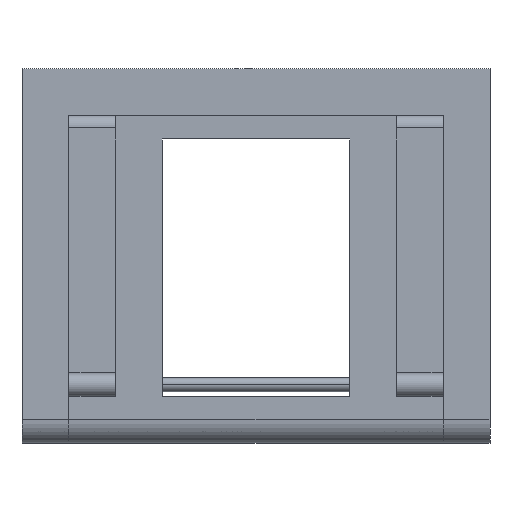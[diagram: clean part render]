
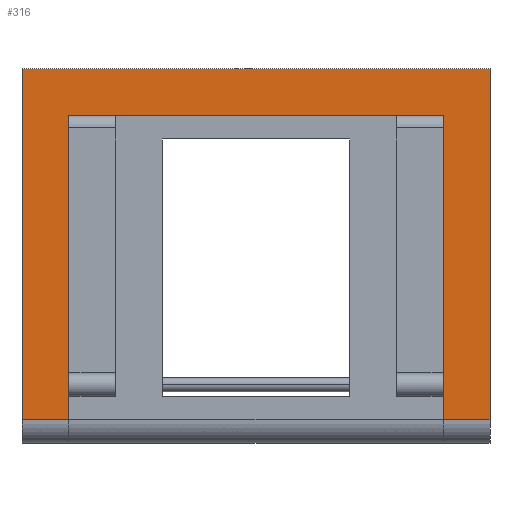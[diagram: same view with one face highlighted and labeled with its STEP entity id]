
A CAD part, left-side view. The second image highlights one B-rep face of the part: STEP entity #316.
In plain terms, the highlighted planar face has unit normal (-1, 0, 0).
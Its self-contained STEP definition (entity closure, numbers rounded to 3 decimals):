
#115=CARTESIAN_POINT('Vertex',(-10.,50.,-35.)) ;
#118=CARTESIAN_POINT('Line Origine',(-10.,50.,2.5)) ;
#122=CARTESIAN_POINT('Vertex',(-10.,50.,40.)) ;
#254=CARTESIAN_POINT('Axis2P3D Location',(-10.,0.,0.)) ;
#259=CARTESIAN_POINT('Line Origine',(-10.,-45.,-35.)) ;
#263=CARTESIAN_POINT('Vertex',(-10.,-50.,-35.)) ;
#265=CARTESIAN_POINT('Vertex',(-10.,-40.,-35.)) ;
#268=CARTESIAN_POINT('Line Origine',(-10.,-50.,2.5)) ;
#272=CARTESIAN_POINT('Vertex',(-10.,-50.,40.)) ;
#275=CARTESIAN_POINT('Line Origine',(-10.,0.,40.)) ;
#280=CARTESIAN_POINT('Line Origine',(-10.,45.,-35.)) ;
#284=CARTESIAN_POINT('Vertex',(-10.,40.,-35.)) ;
#287=CARTESIAN_POINT('Line Origine',(-10.,40.,-2.5)) ;
#291=CARTESIAN_POINT('Vertex',(-10.,40.,30.)) ;
#294=CARTESIAN_POINT('Line Origine',(-10.,0.,30.)) ;
#298=CARTESIAN_POINT('Vertex',(-10.,-40.,30.)) ;
#301=CARTESIAN_POINT('Line Origine',(-10.,-40.,-2.5)) ;
#120=VECTOR('Line Direction',#119,1.) ;
#261=VECTOR('Line Direction',#260,1.) ;
#270=VECTOR('Line Direction',#269,1.) ;
#277=VECTOR('Line Direction',#276,1.) ;
#282=VECTOR('Line Direction',#281,1.) ;
#289=VECTOR('Line Direction',#288,1.) ;
#296=VECTOR('Line Direction',#295,1.) ;
#303=VECTOR('Line Direction',#302,1.) ;
#119=DIRECTION('Vector Direction',(0.,0.,-1.)) ;
#255=DIRECTION('Axis2P3D Direction',(1.,0.,0.)) ;
#256=DIRECTION('Axis2P3D XDirection',(0.,1.,0.)) ;
#260=DIRECTION('Vector Direction',(0.,-1.,0.)) ;
#269=DIRECTION('Vector Direction',(0.,0.,1.)) ;
#276=DIRECTION('Vector Direction',(0.,1.,0.)) ;
#281=DIRECTION('Vector Direction',(0.,-1.,0.)) ;
#288=DIRECTION('Vector Direction',(0.,0.,-1.)) ;
#295=DIRECTION('Vector Direction',(0.,1.,0.)) ;
#302=DIRECTION('Vector Direction',(0.,0.,1.)) ;
#257=AXIS2_PLACEMENT_3D('Plane Axis2P3D',#254,#255,#256) ;
#121=LINE('Line',#118,#120) ;
#262=LINE('Line',#259,#261) ;
#271=LINE('Line',#268,#270) ;
#278=LINE('Line',#275,#277) ;
#283=LINE('Line',#280,#282) ;
#290=LINE('Line',#287,#289) ;
#297=LINE('Line',#294,#296) ;
#304=LINE('Line',#301,#303) ;
#258=PLANE('',#257) ;
#124=EDGE_CURVE('',#116,#123,#121,.F.) ;
#267=EDGE_CURVE('',#264,#266,#262,.F.) ;
#274=EDGE_CURVE('',#273,#264,#271,.F.) ;
#279=EDGE_CURVE('',#123,#273,#278,.F.) ;
#286=EDGE_CURVE('',#285,#116,#283,.F.) ;
#293=EDGE_CURVE('',#292,#285,#290,.T.) ;
#300=EDGE_CURVE('',#299,#292,#297,.T.) ;
#305=EDGE_CURVE('',#266,#299,#304,.T.) ;
#307=ORIENTED_EDGE('',*,*,#267,.F.) ;
#308=ORIENTED_EDGE('',*,*,#274,.F.) ;
#309=ORIENTED_EDGE('',*,*,#279,.F.) ;
#310=ORIENTED_EDGE('',*,*,#124,.F.) ;
#311=ORIENTED_EDGE('',*,*,#286,.F.) ;
#312=ORIENTED_EDGE('',*,*,#293,.F.) ;
#313=ORIENTED_EDGE('',*,*,#300,.F.) ;
#314=ORIENTED_EDGE('',*,*,#305,.F.) ;
#306=EDGE_LOOP('',(#307,#308,#309,#310,#311,#312,#313,#314)) ;
#116=VERTEX_POINT('',#115) ;
#123=VERTEX_POINT('',#122) ;
#264=VERTEX_POINT('',#263) ;
#266=VERTEX_POINT('',#265) ;
#273=VERTEX_POINT('',#272) ;
#285=VERTEX_POINT('',#284) ;
#292=VERTEX_POINT('',#291) ;
#299=VERTEX_POINT('',#298) ;
#316=ADVANCED_FACE('PartBody',(#315),#258,.F.) ;
#315=FACE_OUTER_BOUND('',#306,.T.) ;
